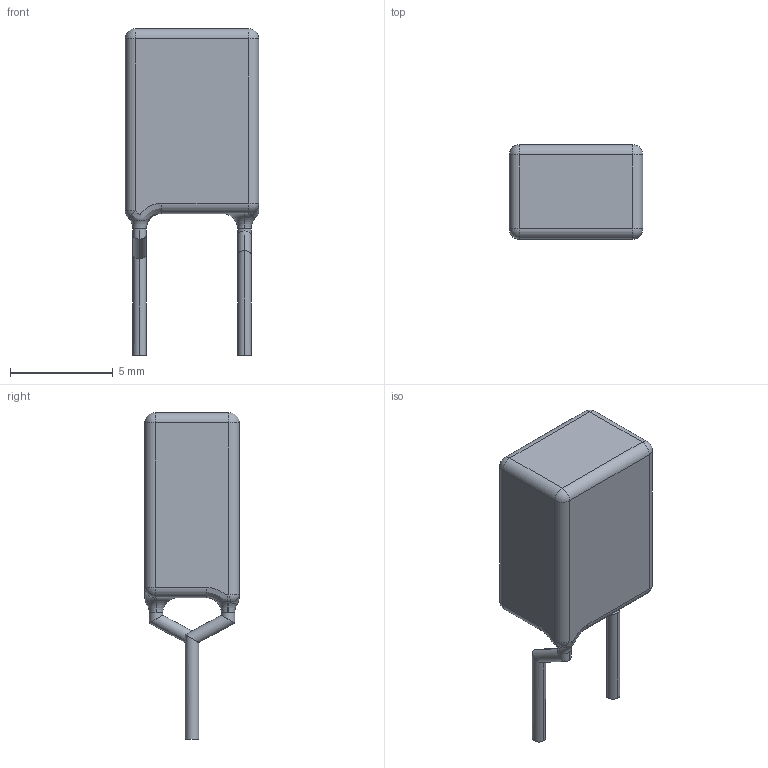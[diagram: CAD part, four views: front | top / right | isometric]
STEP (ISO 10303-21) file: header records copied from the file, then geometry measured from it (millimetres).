
FILE_DESCRIPTION(('FreeCAD Model'),'2;1');
FILE_NAME('68930.step','2017-08-17T11:12:37',( 'kicad StepUp'),('ksu MCAD'),'Open CASCADE STEP processor 7.1', 'FreeCAD','Unknown');
FILE_SCHEMA(('AUTOMOTIVE_DESIGN_CC2 { 1 2 10303 214 -1 1 5 4 }'));
Length unit declared in the file: millimetre
Products named in the file (1): 68930
Bounding box: 6.5 x 4.6 x 15.9 mm (x, y, z)
Volume: 271.1 mm3; surface area: 275 mm2
Topology: 1 solids, 1 shells, 54 faces, 126 edges, 74 vertices
Faces by surface type: cylinder 24, torus 8, plane 8, sphere 8, bspline 6
Entity records: 2791 total; most frequent: CARTESIAN_POINT 1209, DIRECTION 254, ORIENTED_EDGE 252, EDGE_CURVE 126, AXIS2_PLACEMENT_3D 109, VERTEX_POINT 74, CIRCLE 60, ADVANCED_FACE 54
